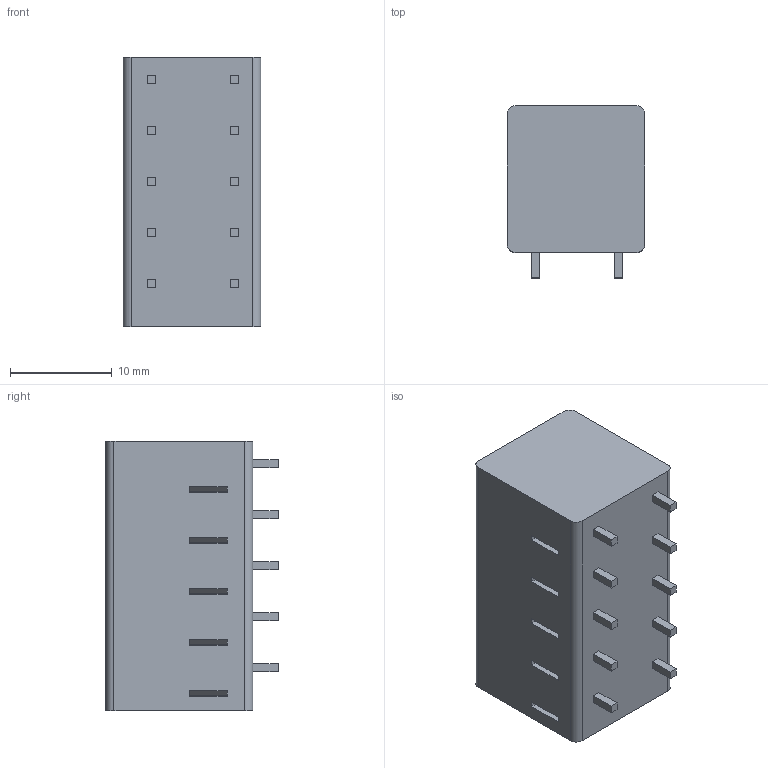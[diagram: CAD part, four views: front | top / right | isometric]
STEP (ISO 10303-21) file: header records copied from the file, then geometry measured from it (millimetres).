
FILE_DESCRIPTION((''),'2;1');
FILE_NAME('PRT0009','2024-09-23T',('sj'),(''),'PRO/ENGINEER BY PARAMETRIC TECHNOLOGY CORPORATION, 2013240','PRO/ENGINEER BY PARAMETRIC TECHNOLOGY CORPORATION, 2013240','');
FILE_SCHEMA(('AUTOMOTIVE_DESIGN_CC2 { 1 2 10303 214 -1 1 5 2 }'));
Length unit declared in the file: millimetre
Products named in the file (1): PRT0009
Bounding box: 13.5 x 16.9 x 26.4 mm (x, y, z)
Volume: 4887.4 mm3; surface area: 2160.3 mm2
Topology: 1 solids, 1 shells, 270 faces, 639 edges, 406 vertices
Faces by surface type: plane 146, cylinder 84, torus 20, cone 10, bspline 10
Entity records: 8275 total; most frequent: CARTESIAN_POINT 1985, DIRECTION 1307, ORIENTED_EDGE 1278, EDGE_CURVE 639, AXIS2_PLACEMENT_3D 458, VERTEX_POINT 406, VECTOR 391, LINE 391
